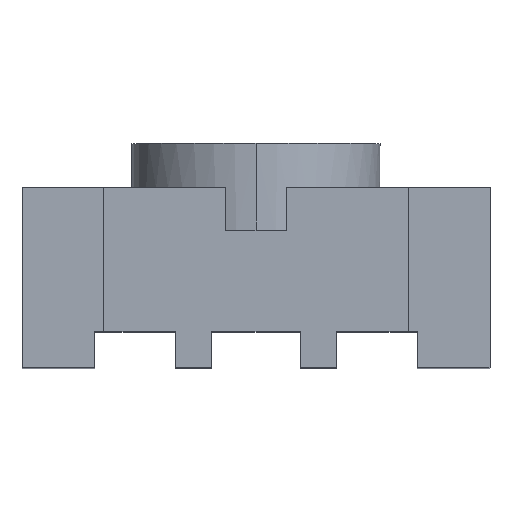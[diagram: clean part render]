
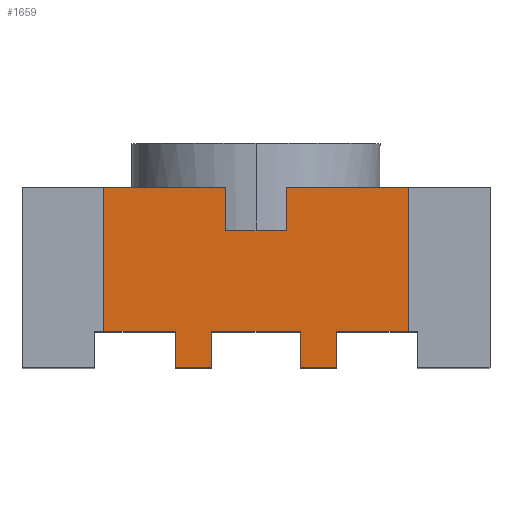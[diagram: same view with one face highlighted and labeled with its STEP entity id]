
A CAD part, top view. The second image highlights one B-rep face of the part: STEP entity #1659.
In plain terms, the highlighted planar face has unit normal (0, 0, 1).
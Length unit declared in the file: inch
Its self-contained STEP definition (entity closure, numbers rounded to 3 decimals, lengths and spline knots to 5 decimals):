
#399 = VERTEX_POINT ( 'NONE', #47385 ) ;
#873 = VECTOR ( 'NONE', #42590, 39.37008 ) ;
#1592 = CARTESIAN_POINT ( 'NONE',  ( 0.35, 0.77, 0.375 ) ) ;
#1659 = ADVANCED_FACE ( 'NONE', ( #15037 ), #78429, .F. ) ;
#2081 = EDGE_LOOP ( 'NONE', ( #21052, #3671, #10397, #18269, #29957, #28847, #81546, #40401, #49843, #81288, #34984, #13542, #20339, #62004, #52918, #45191 ) ) ;
#3231 = LINE ( 'NONE', #29661, #57505 ) ;
#3671 = ORIENTED_EDGE ( 'NONE', *, *, #8428, .T. ) ;
#4388 = EDGE_CURVE ( 'NONE', #26015, #37012, #77714, .T. ) ;
#5207 = VECTOR ( 'NONE', #15835, 39.37008 ) ;
#6590 = DIRECTION ( 'NONE',  ( 0., 1., 0. ) ) ;
#8256 = LINE ( 'NONE', #47332, #5207 ) ;
#8428 = EDGE_CURVE ( 'NONE', #40926, #47529, #74194, .T. ) ;
#10295 = CARTESIAN_POINT ( 'NONE',  ( 0.31102, 0.155, 0.375 ) ) ;
#10397 = ORIENTED_EDGE ( 'NONE', *, *, #21474, .T. ) ;
#12297 = DIRECTION ( 'NONE',  ( 1., 0., 0. ) ) ;
#13266 = CARTESIAN_POINT ( 'NONE',  ( 1.65, 0.77, 0.375 ) ) ;
#13542 = ORIENTED_EDGE ( 'NONE', *, *, #54707, .F. ) ;
#13657 = DIRECTION ( 'NONE',  ( 1., 0., 0. ) ) ;
#15037 = FACE_OUTER_BOUND ( 'NONE', #2081, .T. ) ;
#15627 = DIRECTION ( 'NONE',  ( 0., -1., 0. ) ) ;
#15835 = DIRECTION ( 'NONE',  ( 1., 0., 0. ) ) ;
#16332 = VECTOR ( 'NONE', #19954, 39.37008 ) ;
#16948 = VECTOR ( 'NONE', #37428, 39.37008 ) ;
#17324 = EDGE_CURVE ( 'NONE', #76041, #36161, #37015, .T. ) ;
#17404 = CARTESIAN_POINT ( 'NONE',  ( 0.35, 0.155, 0.375 ) ) ;
#18269 = ORIENTED_EDGE ( 'NONE', *, *, #69588, .F. ) ;
#19954 = DIRECTION ( 'NONE',  ( 1., 0., 0. ) ) ;
#20339 = ORIENTED_EDGE ( 'NONE', *, *, #62563, .F. ) ;
#21052 = ORIENTED_EDGE ( 'NONE', *, *, #72126, .F. ) ;
#21161 = LINE ( 'NONE', #62261, #55926 ) ;
#21474 = EDGE_CURVE ( 'NONE', #47529, #62113, #8256, .T. ) ;
#21734 = EDGE_CURVE ( 'NONE', #22061, #399, #69008, .T. ) ;
#22061 = VERTEX_POINT ( 'NONE', #13266 ) ;
#23486 = LINE ( 'NONE', #68859, #55820 ) ;
#23706 = CARTESIAN_POINT ( 'NONE',  ( 1.18998, 0., 0.375 ) ) ;
#26015 = VERTEX_POINT ( 'NONE', #50585 ) ;
#27062 = LINE ( 'NONE', #40100, #81642 ) ;
#27874 = LINE ( 'NONE', #53522, #58960 ) ;
#28688 = LINE ( 'NONE', #54326, #54632 ) ;
#28847 = ORIENTED_EDGE ( 'NONE', *, *, #17324, .T. ) ;
#28871 = EDGE_CURVE ( 'NONE', #399, #39419, #23486, .T. ) ;
#29263 = EDGE_CURVE ( 'NONE', #76041, #63455, #28688, .T. ) ;
#29661 = CARTESIAN_POINT ( 'NONE',  ( 0.35, 0.77, 0.375 ) ) ;
#29957 = ORIENTED_EDGE ( 'NONE', *, *, #29263, .F. ) ;
#31314 = CARTESIAN_POINT ( 'NONE',  ( 0.65502, 0.155, 0.375 ) ) ;
#32203 = VERTEX_POINT ( 'NONE', #64612 ) ;
#32994 = CARTESIAN_POINT ( 'NONE',  ( 1.13, 0.585, 0.375 ) ) ;
#33179 = CARTESIAN_POINT ( 'NONE',  ( 0.35, 0.77, 0.375 ) ) ;
#33491 = DIRECTION ( 'NONE',  ( -1., 0., 0. ) ) ;
#34236 = DIRECTION ( 'NONE',  ( -1., 0., 0. ) ) ;
#34984 = ORIENTED_EDGE ( 'NONE', *, *, #64420, .F. ) ;
#35846 = CARTESIAN_POINT ( 'NONE',  ( 1.65, 0.77, 0.375 ) ) ;
#36161 = VERTEX_POINT ( 'NONE', #23706 ) ;
#36762 = DIRECTION ( 'NONE',  ( 0., -1., 0. ) ) ;
#37012 = VERTEX_POINT ( 'NONE', #17404 ) ;
#37015 = LINE ( 'NONE', #69350, #16948 ) ;
#37428 = DIRECTION ( 'NONE',  ( 0., -1., 0. ) ) ;
#37488 = CARTESIAN_POINT ( 'NONE',  ( 1.18998, 0.155, 0.375 ) ) ;
#38485 = LINE ( 'NONE', #32994, #59171 ) ;
#39253 = CARTESIAN_POINT ( 'NONE',  ( 0.35, 0., 0.375 ) ) ;
#39419 = VERTEX_POINT ( 'NONE', #80621 ) ;
#40100 = CARTESIAN_POINT ( 'NONE',  ( 0.35, 0.77, 0.375 ) ) ;
#40401 = ORIENTED_EDGE ( 'NONE', *, *, #49662, .F. ) ;
#40892 = VERTEX_POINT ( 'NONE', #67077 ) ;
#40926 = VERTEX_POINT ( 'NONE', #56173 ) ;
#42590 = DIRECTION ( 'NONE',  ( 0., -1., 0. ) ) ;
#43409 = DIRECTION ( 'NONE',  ( 0., -1., 0. ) ) ;
#43519 = AXIS2_PLACEMENT_3D ( 'NONE', #1592, #47388, #33491 ) ;
#44128 = CARTESIAN_POINT ( 'NONE',  ( 0.87, 0.585, 0.375 ) ) ;
#44279 = EDGE_CURVE ( 'NONE', #26015, #60218, #3231, .T. ) ;
#45191 = ORIENTED_EDGE ( 'NONE', *, *, #4388, .T. ) ;
#46305 = VERTEX_POINT ( 'NONE', #44128 ) ;
#46887 = CARTESIAN_POINT ( 'NONE',  ( 0.81002, 0., 0.375 ) ) ;
#47332 = CARTESIAN_POINT ( 'NONE',  ( 0.35, 0., 0.375 ) ) ;
#47385 = CARTESIAN_POINT ( 'NONE',  ( 1.65, 0.155, 0.375 ) ) ;
#47388 = DIRECTION ( 'NONE',  ( 0., 0., -1. ) ) ;
#47529 = VERTEX_POINT ( 'NONE', #53632 ) ;
#47806 = VECTOR ( 'NONE', #34236, 39.37008 ) ;
#48074 = LINE ( 'NONE', #74497, #873 ) ;
#49662 = EDGE_CURVE ( 'NONE', #39419, #40892, #48074, .T. ) ;
#49843 = ORIENTED_EDGE ( 'NONE', *, *, #28871, .F. ) ;
#50047 = CARTESIAN_POINT ( 'NONE',  ( 1.13, 0.585, 0.375 ) ) ;
#50585 = CARTESIAN_POINT ( 'NONE',  ( 0.35, 0.77, 0.375 ) ) ;
#50881 = VECTOR ( 'NONE', #43409, 39.37008 ) ;
#52918 = ORIENTED_EDGE ( 'NONE', *, *, #44279, .F. ) ;
#53513 = DIRECTION ( 'NONE',  ( -1., 0., 0. ) ) ;
#53522 = CARTESIAN_POINT ( 'NONE',  ( 0.87, 0.585, 0.375 ) ) ;
#53632 = CARTESIAN_POINT ( 'NONE',  ( 0.65502, 0., 0.375 ) ) ;
#53860 = LINE ( 'NONE', #60556, #59497 ) ;
#53933 = DIRECTION ( 'NONE',  ( 1., 0., 0. ) ) ;
#54326 = CARTESIAN_POINT ( 'NONE',  ( 0.81002, 0.155, 0.375 ) ) ;
#54632 = VECTOR ( 'NONE', #53513, 39.37008 ) ;
#54707 = EDGE_CURVE ( 'NONE', #59608, #32203, #38485, .T. ) ;
#55021 = EDGE_CURVE ( 'NONE', #36161, #40892, #63600, .T. ) ;
#55098 = VECTOR ( 'NONE', #36762, 39.37008 ) ;
#55820 = VECTOR ( 'NONE', #74740, 39.37008 ) ;
#55926 = VECTOR ( 'NONE', #53933, 39.37008 ) ;
#56173 = CARTESIAN_POINT ( 'NONE',  ( 0.65502, 0.155, 0.375 ) ) ;
#57505 = VECTOR ( 'NONE', #12297, 39.37008 ) ;
#58829 = CARTESIAN_POINT ( 'NONE',  ( 0.87, 0.77, 0.375 ) ) ;
#58960 = VECTOR ( 'NONE', #72827, 39.37008 ) ;
#59171 = VECTOR ( 'NONE', #6590, 39.37008 ) ;
#59497 = VECTOR ( 'NONE', #15627, 39.37008 ) ;
#59608 = VERTEX_POINT ( 'NONE', #50047 ) ;
#60218 = VERTEX_POINT ( 'NONE', #58829 ) ;
#60556 = CARTESIAN_POINT ( 'NONE',  ( 0.81002, 0.155, 0.375 ) ) ;
#62004 = ORIENTED_EDGE ( 'NONE', *, *, #78475, .T. ) ;
#62113 = VERTEX_POINT ( 'NONE', #46887 ) ;
#62261 = CARTESIAN_POINT ( 'NONE',  ( 1.13, 0.585, 0.375 ) ) ;
#62563 = EDGE_CURVE ( 'NONE', #46305, #59608, #21161, .T. ) ;
#63455 = VERTEX_POINT ( 'NONE', #66895 ) ;
#63600 = LINE ( 'NONE', #39253, #16332 ) ;
#64420 = EDGE_CURVE ( 'NONE', #32203, #22061, #27062, .T. ) ;
#64612 = CARTESIAN_POINT ( 'NONE',  ( 1.13, 0.77, 0.375 ) ) ;
#66895 = CARTESIAN_POINT ( 'NONE',  ( 0.81002, 0.155, 0.375 ) ) ;
#67077 = CARTESIAN_POINT ( 'NONE',  ( 1.34498, 0., 0.375 ) ) ;
#67373 = LINE ( 'NONE', #10295, #47806 ) ;
#68859 = CARTESIAN_POINT ( 'NONE',  ( 1.68898, 0.155, 0.375 ) ) ;
#69008 = LINE ( 'NONE', #35846, #50881 ) ;
#69350 = CARTESIAN_POINT ( 'NONE',  ( 1.18998, 0.155, 0.375 ) ) ;
#69588 = EDGE_CURVE ( 'NONE', #63455, #62113, #53860, .T. ) ;
#70165 = VECTOR ( 'NONE', #78120, 39.37008 ) ;
#72126 = EDGE_CURVE ( 'NONE', #40926, #37012, #67373, .T. ) ;
#72827 = DIRECTION ( 'NONE',  ( 0., 1., 0. ) ) ;
#74194 = LINE ( 'NONE', #31314, #55098 ) ;
#74497 = CARTESIAN_POINT ( 'NONE',  ( 1.34498, 0.155, 0.375 ) ) ;
#74740 = DIRECTION ( 'NONE',  ( -1., 0., 0. ) ) ;
#76041 = VERTEX_POINT ( 'NONE', #37488 ) ;
#77714 = LINE ( 'NONE', #33179, #70165 ) ;
#78120 = DIRECTION ( 'NONE',  ( 0., -1., 0. ) ) ;
#78429 = PLANE ( 'NONE',  #43519 ) ;
#78475 = EDGE_CURVE ( 'NONE', #46305, #60218, #27874, .T. ) ;
#80621 = CARTESIAN_POINT ( 'NONE',  ( 1.34498, 0.155, 0.375 ) ) ;
#81288 = ORIENTED_EDGE ( 'NONE', *, *, #21734, .F. ) ;
#81546 = ORIENTED_EDGE ( 'NONE', *, *, #55021, .T. ) ;
#81642 = VECTOR ( 'NONE', #13657, 39.37008 ) ;
